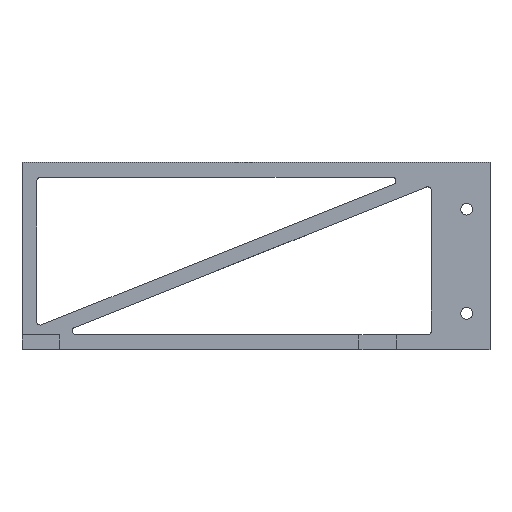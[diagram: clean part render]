
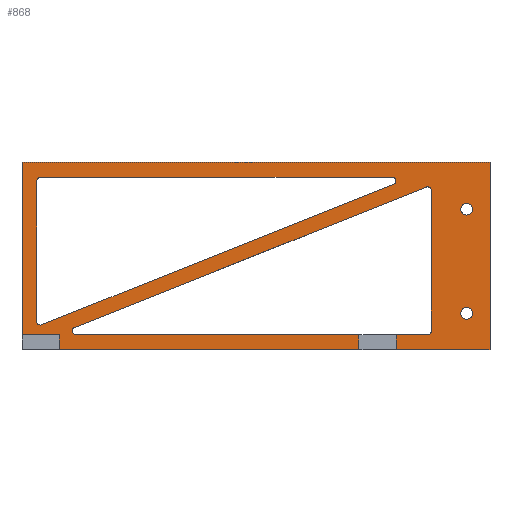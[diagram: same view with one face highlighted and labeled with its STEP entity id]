
A CAD part, top view. The second image highlights one B-rep face of the part: STEP entity #868.
In plain terms, the highlighted planar face has unit normal (0, 0, 1).
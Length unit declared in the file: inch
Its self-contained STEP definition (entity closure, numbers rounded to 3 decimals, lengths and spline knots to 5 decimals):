
#235 = EDGE_CURVE('',#236,#238,#240,.T.);
#236 = VERTEX_POINT('',#237);
#237 = CARTESIAN_POINT('',(-49.25005,-19.45816,5.08));
#238 = VERTEX_POINT('',#239);
#239 = CARTESIAN_POINT('',(46.21411,18.67833,5.08));
#240 = LINE('',#241,#242);
#241 = CARTESIAN_POINT('',(-54.07786,-21.3868,5.08));
#242 = VECTOR('',#243,1.);
#243 = DIRECTION('',(0.929,0.371,0.));
#266 = EDGE_CURVE('',#267,#236,#269,.T.);
#267 = VERTEX_POINT('',#268);
#268 = CARTESIAN_POINT('',(-48.87907,-21.3868,5.08));
#269 = CIRCLE('',#270,1.);
#270 = AXIS2_PLACEMENT_3D('',#271,#272,#273);
#271 = CARTESIAN_POINT('',(-48.87907,-20.3868,5.08));
#272 = DIRECTION('',(0.,0.,-1.));
#273 = DIRECTION('',(0.,1.,0.));
#291 = EDGE_CURVE('',#267,#292,#294,.T.);
#292 = VERTEX_POINT('',#293);
#293 = CARTESIAN_POINT('',(27.94,-21.3868,5.08));
#294 = LINE('',#295,#296);
#295 = CARTESIAN_POINT('',(-54.07786,-21.3868,5.08));
#296 = VECTOR('',#297,1.);
#297 = DIRECTION('',(1.,0.,0.));
#348 = VERTEX_POINT('',#349);
#349 = CARTESIAN_POINT('',(-53.34,-25.4,5.08));
#355 = EDGE_CURVE('',#348,#356,#358,.T.);
#356 = VERTEX_POINT('',#357);
#357 = CARTESIAN_POINT('',(27.94,-25.4,5.08));
#358 = LINE('',#359,#360);
#359 = CARTESIAN_POINT('',(-63.5,-25.4,5.08));
#360 = VECTOR('',#361,1.);
#361 = DIRECTION('',(1.,0.,0.));
#445 = VERTEX_POINT('',#446);
#446 = CARTESIAN_POINT('',(-63.5,25.4,5.08));
#452 = EDGE_CURVE('',#445,#453,#455,.T.);
#453 = VERTEX_POINT('',#454);
#454 = CARTESIAN_POINT('',(-63.5,-21.3868,5.08));
#455 = LINE('',#456,#457);
#456 = CARTESIAN_POINT('',(-63.5,25.4,5.08));
#457 = VECTOR('',#458,1.);
#458 = DIRECTION('',(0.,-1.,0.));
#475 = VERTEX_POINT('',#476);
#476 = CARTESIAN_POINT('',(63.5,25.4,5.08));
#482 = EDGE_CURVE('',#475,#445,#483,.T.);
#483 = LINE('',#484,#485);
#484 = CARTESIAN_POINT('',(63.5,25.4,5.08));
#485 = VECTOR('',#486,1.);
#486 = DIRECTION('',(-1.,0.,0.));
#499 = VERTEX_POINT('',#500);
#500 = CARTESIAN_POINT('',(63.5,-25.4,5.08));
#506 = EDGE_CURVE('',#499,#475,#507,.T.);
#507 = LINE('',#508,#509);
#508 = CARTESIAN_POINT('',(63.5,-25.4,5.08));
#509 = VECTOR('',#510,1.);
#510 = DIRECTION('',(0.,1.,0.));
#524 = VERTEX_POINT('',#525);
#525 = CARTESIAN_POINT('',(38.1,-25.4,5.08));
#531 = EDGE_CURVE('',#524,#499,#532,.T.);
#532 = LINE('',#533,#534);
#533 = CARTESIAN_POINT('',(-63.5,-25.4,5.08));
#534 = VECTOR('',#535,1.);
#535 = DIRECTION('',(1.,0.,0.));
#577 = EDGE_CURVE('',#578,#580,#582,.T.);
#578 = VERTEX_POINT('',#579);
#579 = CARTESIAN_POINT('',(38.1,-21.3868,5.08));
#580 = VERTEX_POINT('',#581);
#581 = CARTESIAN_POINT('',(46.58509,-21.3868,5.08));
#582 = LINE('',#583,#584);
#583 = CARTESIAN_POINT('',(-54.07786,-21.3868,5.08));
#584 = VECTOR('',#585,1.);
#585 = DIRECTION('',(1.,0.,0.));
#608 = EDGE_CURVE('',#580,#609,#611,.T.);
#609 = VERTEX_POINT('',#610);
#610 = CARTESIAN_POINT('',(47.58509,-20.3868,5.08));
#611 = CIRCLE('',#612,1.);
#612 = AXIS2_PLACEMENT_3D('',#613,#614,#615);
#613 = CARTESIAN_POINT('',(46.58509,-20.3868,5.08));
#614 = DIRECTION('',(0.,-0.,1.));
#615 = DIRECTION('',(0.,1.,0.));
#633 = EDGE_CURVE('',#609,#634,#636,.T.);
#634 = VERTEX_POINT('',#635);
#635 = CARTESIAN_POINT('',(47.58509,17.74969,5.08));
#636 = LINE('',#637,#638);
#637 = CARTESIAN_POINT('',(47.58509,-21.3868,5.08));
#638 = VECTOR('',#639,1.);
#639 = DIRECTION('',(0.,1.,0.));
#657 = EDGE_CURVE('',#238,#634,#658,.T.);
#658 = CIRCLE('',#659,1.);
#659 = AXIS2_PLACEMENT_3D('',#660,#661,#662);
#660 = CARTESIAN_POINT('',(46.58509,17.74969,5.08));
#661 = DIRECTION('',(0.,0.,-1.));
#662 = DIRECTION('',(0.,1.,0.));
#675 = EDGE_CURVE('',#676,#676,#678,.T.);
#676 = VERTEX_POINT('',#677);
#677 = CARTESIAN_POINT('',(58.7375,-15.56733,5.08));
#678 = CIRCLE('',#679,1.5875);
#679 = AXIS2_PLACEMENT_3D('',#680,#681,#682);
#680 = CARTESIAN_POINT('',(57.15,-15.56733,5.08));
#681 = DIRECTION('',(0.,0.,1.));
#682 = DIRECTION('',(1.,0.,0.));
#700 = EDGE_CURVE('',#701,#703,#705,.T.);
#701 = VERTEX_POINT('',#702);
#702 = CARTESIAN_POINT('',(-58.11582,-18.67833,5.08));
#703 = VERTEX_POINT('',#704);
#704 = CARTESIAN_POINT('',(37.34834,19.45816,5.08));
#705 = LINE('',#706,#707);
#706 = CARTESIAN_POINT('',(-59.4868,-19.22601,5.08));
#707 = VECTOR('',#708,1.);
#708 = DIRECTION('',(0.929,0.371,0.));
#731 = EDGE_CURVE('',#701,#732,#734,.T.);
#732 = VERTEX_POINT('',#733);
#733 = CARTESIAN_POINT('',(-59.4868,-17.74969,5.08));
#734 = CIRCLE('',#735,1.);
#735 = AXIS2_PLACEMENT_3D('',#736,#737,#738);
#736 = CARTESIAN_POINT('',(-58.4868,-17.74969,5.08));
#737 = DIRECTION('',(0.,0.,-1.));
#738 = DIRECTION('',(0.,1.,0.));
#756 = EDGE_CURVE('',#757,#703,#759,.T.);
#757 = VERTEX_POINT('',#758);
#758 = CARTESIAN_POINT('',(36.97736,21.3868,5.08));
#759 = CIRCLE('',#760,1.);
#760 = AXIS2_PLACEMENT_3D('',#761,#762,#763);
#761 = CARTESIAN_POINT('',(36.97736,20.3868,5.08));
#762 = DIRECTION('',(0.,0.,-1.));
#763 = DIRECTION('',(0.,1.,0.));
#781 = EDGE_CURVE('',#782,#732,#784,.T.);
#782 = VERTEX_POINT('',#783);
#783 = CARTESIAN_POINT('',(-59.4868,20.3868,5.08));
#784 = LINE('',#785,#786);
#785 = CARTESIAN_POINT('',(-59.4868,21.3868,5.08));
#786 = VECTOR('',#787,1.);
#787 = DIRECTION('',(0.,-1.,0.));
#805 = EDGE_CURVE('',#757,#806,#808,.T.);
#806 = VERTEX_POINT('',#807);
#807 = CARTESIAN_POINT('',(-58.4868,21.3868,5.08));
#808 = LINE('',#809,#810);
#809 = CARTESIAN_POINT('',(42.17615,21.3868,5.08));
#810 = VECTOR('',#811,1.);
#811 = DIRECTION('',(-1.,0.,0.));
#829 = EDGE_CURVE('',#806,#782,#830,.T.);
#830 = CIRCLE('',#831,1.);
#831 = AXIS2_PLACEMENT_3D('',#832,#833,#834);
#832 = CARTESIAN_POINT('',(-58.4868,20.3868,5.08));
#833 = DIRECTION('',(0.,-0.,1.));
#834 = DIRECTION('',(0.,1.,0.));
#847 = EDGE_CURVE('',#848,#848,#850,.T.);
#848 = VERTEX_POINT('',#849);
#849 = CARTESIAN_POINT('',(58.7375,12.7,5.08));
#850 = CIRCLE('',#851,1.5875);
#851 = AXIS2_PLACEMENT_3D('',#852,#853,#854);
#852 = CARTESIAN_POINT('',(57.15,12.7,5.08));
#853 = DIRECTION('',(0.,0.,1.));
#854 = DIRECTION('',(1.,0.,0.));
#868 = ADVANCED_FACE('',(#869,#909,#912,#920),#923,.T.);
#869 = FACE_BOUND('',#870,.T.);
#870 = EDGE_LOOP('',(#871,#872,#873,#874,#875,#876,#882,#883,#884,#885,
    #886,#894,#900,#901,#907,#908));
#871 = ORIENTED_EDGE('',*,*,#235,.T.);
#872 = ORIENTED_EDGE('',*,*,#657,.T.);
#873 = ORIENTED_EDGE('',*,*,#633,.F.);
#874 = ORIENTED_EDGE('',*,*,#608,.F.);
#875 = ORIENTED_EDGE('',*,*,#577,.F.);
#876 = ORIENTED_EDGE('',*,*,#877,.F.);
#877 = EDGE_CURVE('',#524,#578,#878,.T.);
#878 = LINE('',#879,#880);
#879 = CARTESIAN_POINT('',(38.1,-25.4,5.08));
#880 = VECTOR('',#881,1.);
#881 = DIRECTION('',(0.,1.,0.));
#882 = ORIENTED_EDGE('',*,*,#531,.T.);
#883 = ORIENTED_EDGE('',*,*,#506,.T.);
#884 = ORIENTED_EDGE('',*,*,#482,.T.);
#885 = ORIENTED_EDGE('',*,*,#452,.T.);
#886 = ORIENTED_EDGE('',*,*,#887,.F.);
#887 = EDGE_CURVE('',#888,#453,#890,.T.);
#888 = VERTEX_POINT('',#889);
#889 = CARTESIAN_POINT('',(-53.34,-21.3868,5.08));
#890 = LINE('',#891,#892);
#891 = CARTESIAN_POINT('',(-53.34,-21.3868,5.08));
#892 = VECTOR('',#893,1.);
#893 = DIRECTION('',(-1.,0.,0.));
#894 = ORIENTED_EDGE('',*,*,#895,.F.);
#895 = EDGE_CURVE('',#348,#888,#896,.T.);
#896 = LINE('',#897,#898);
#897 = CARTESIAN_POINT('',(-53.34,-25.4,5.08));
#898 = VECTOR('',#899,1.);
#899 = DIRECTION('',(0.,1.,0.));
#900 = ORIENTED_EDGE('',*,*,#355,.T.);
#901 = ORIENTED_EDGE('',*,*,#902,.F.);
#902 = EDGE_CURVE('',#292,#356,#903,.T.);
#903 = LINE('',#904,#905);
#904 = CARTESIAN_POINT('',(27.94,-21.3868,5.08));
#905 = VECTOR('',#906,1.);
#906 = DIRECTION('',(0.,-1.,0.));
#907 = ORIENTED_EDGE('',*,*,#291,.F.);
#908 = ORIENTED_EDGE('',*,*,#266,.T.);
#909 = FACE_BOUND('',#910,.T.);
#910 = EDGE_LOOP('',(#911));
#911 = ORIENTED_EDGE('',*,*,#675,.F.);
#912 = FACE_BOUND('',#913,.T.);
#913 = EDGE_LOOP('',(#914,#915,#916,#917,#918,#919));
#914 = ORIENTED_EDGE('',*,*,#700,.F.);
#915 = ORIENTED_EDGE('',*,*,#731,.T.);
#916 = ORIENTED_EDGE('',*,*,#781,.F.);
#917 = ORIENTED_EDGE('',*,*,#829,.F.);
#918 = ORIENTED_EDGE('',*,*,#805,.F.);
#919 = ORIENTED_EDGE('',*,*,#756,.T.);
#920 = FACE_BOUND('',#921,.T.);
#921 = EDGE_LOOP('',(#922));
#922 = ORIENTED_EDGE('',*,*,#847,.F.);
#923 = PLANE('',#924);
#924 = AXIS2_PLACEMENT_3D('',#925,#926,#927);
#925 = CARTESIAN_POINT('',(0.,0.,5.08));
#926 = DIRECTION('',(0.,0.,1.));
#927 = DIRECTION('',(1.,0.,0.));
